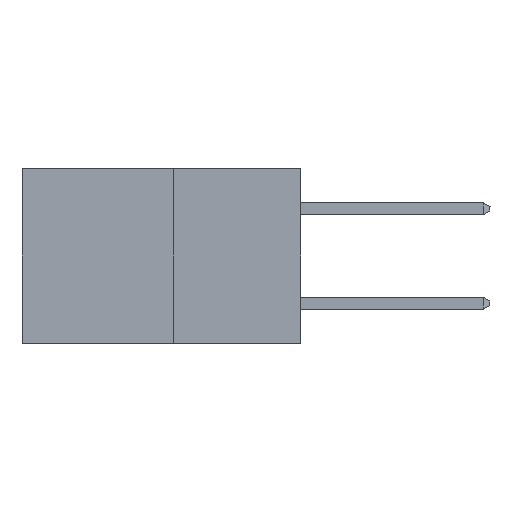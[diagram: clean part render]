
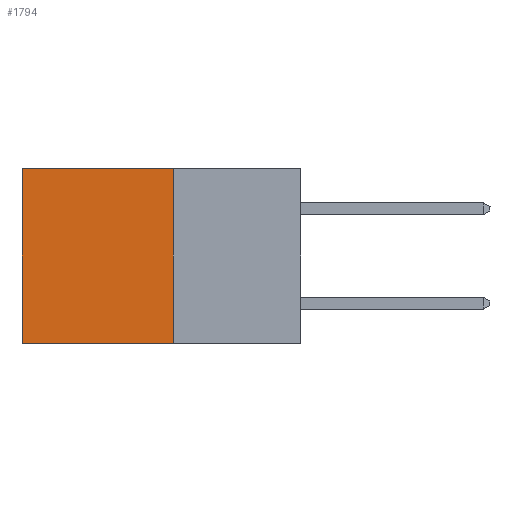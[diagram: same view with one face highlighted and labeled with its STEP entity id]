
A CAD part, left-side view. The second image highlights one B-rep face of the part: STEP entity #1794.
In plain terms, the highlighted planar face has unit normal (-1, 0, 0).
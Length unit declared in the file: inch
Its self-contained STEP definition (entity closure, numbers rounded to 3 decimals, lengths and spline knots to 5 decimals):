
#679 = CARTESIAN_POINT ( 'NONE',  ( 0.277, 0.59, 0. ) ) ;
#1794 = ADVANCED_FACE ( 'NONE', ( #18715 ), #16334, .F. ) ;
#2597 = CARTESIAN_POINT ( 'NONE',  ( 0.277, 0.27, -0.37 ) ) ;
#2673 = LINE ( 'NONE', #10578, #14654 ) ;
#3202 = LINE ( 'NONE', #16155, #11083 ) ;
#3217 = EDGE_LOOP ( 'NONE', ( #7008, #10557, #19370, #3626 ) ) ;
#3370 = EDGE_CURVE ( 'NONE', #16847, #18869, #3202, .T. ) ;
#3626 = ORIENTED_EDGE ( 'NONE', *, *, #19579, .T. ) ;
#4183 = EDGE_CURVE ( 'NONE', #7524, #16847, #17154, .T. ) ;
#4632 = VECTOR ( 'NONE', #8216, 39.37008 ) ;
#4699 = DIRECTION ( 'NONE',  ( 0., 0., -1. ) ) ;
#7008 = ORIENTED_EDGE ( 'NONE', *, *, #16128, .T. ) ;
#7524 = VERTEX_POINT ( 'NONE', #8548 ) ;
#7781 = CARTESIAN_POINT ( 'NONE',  ( 0.277, 0.59, -0.37 ) ) ;
#8216 = DIRECTION ( 'NONE',  ( 0., 0., -1. ) ) ;
#8359 = CARTESIAN_POINT ( 'NONE',  ( 0.277, 0.27, -0.37 ) ) ;
#8548 = CARTESIAN_POINT ( 'NONE',  ( 0.277, 0.27, 0. ) ) ;
#9324 = AXIS2_PLACEMENT_3D ( 'NONE', #2597, #16007, #12690 ) ;
#10557 = ORIENTED_EDGE ( 'NONE', *, *, #3370, .F. ) ;
#10578 = CARTESIAN_POINT ( 'NONE',  ( 0.277, 0.27, 0. ) ) ;
#11083 = VECTOR ( 'NONE', #16399, 39.37008 ) ;
#11641 = VECTOR ( 'NONE', #4699, 39.37008 ) ;
#12137 = LINE ( 'NONE', #7781, #11641 ) ;
#12149 = DIRECTION ( 'NONE',  ( 0., 1., 0. ) ) ;
#12639 = CARTESIAN_POINT ( 'NONE',  ( 0.277, 0.27, -0.37 ) ) ;
#12690 = DIRECTION ( 'NONE',  ( 0., 0., -1. ) ) ;
#13546 = CARTESIAN_POINT ( 'NONE',  ( 0.277, 0.59, -0.37 ) ) ;
#14318 = VERTEX_POINT ( 'NONE', #679 ) ;
#14654 = VECTOR ( 'NONE', #12149, 39.37008 ) ;
#16007 = DIRECTION ( 'NONE',  ( 1., 0., 0. ) ) ;
#16128 = EDGE_CURVE ( 'NONE', #14318, #18869, #12137, .T. ) ;
#16155 = CARTESIAN_POINT ( 'NONE',  ( 0.277, 0.27, -0.37 ) ) ;
#16334 = PLANE ( 'NONE',  #9324 ) ;
#16399 = DIRECTION ( 'NONE',  ( 0., 1., 0. ) ) ;
#16847 = VERTEX_POINT ( 'NONE', #12639 ) ;
#17154 = LINE ( 'NONE', #8359, #4632 ) ;
#18715 = FACE_OUTER_BOUND ( 'NONE', #3217, .T. ) ;
#18869 = VERTEX_POINT ( 'NONE', #13546 ) ;
#19370 = ORIENTED_EDGE ( 'NONE', *, *, #4183, .F. ) ;
#19579 = EDGE_CURVE ( 'NONE', #7524, #14318, #2673, .T. ) ;
